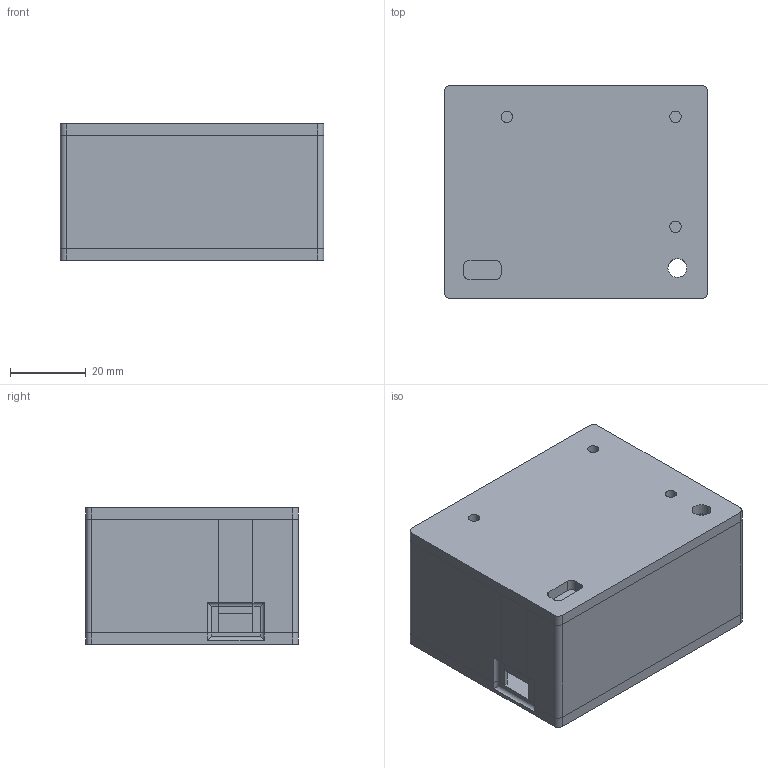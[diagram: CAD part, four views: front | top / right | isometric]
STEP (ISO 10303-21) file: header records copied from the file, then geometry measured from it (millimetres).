
FILE_DESCRIPTION(/* description */ (''),/* implementation_level */ '2;1');
FILE_NAME(/* name */ 'CO2SensorCase v1.2.step',/* time_stamp */ '2021-01-24T08:49:37+10:00',/* author */ (''),/* organization */ (''),/* preprocessor_version */ 'ST-DEVELOPER v18.1',/* originating_system */ 'Autodesk Translation Framework v9.7.0.1280',/* authorisation */ '');
FILE_SCHEMA (('AUTOMOTIVE_DESIGN { 1 0 10303 214 3 1 1 }'));
Length unit declared in the file: millimetre
Products named in the file (3): CO2SensorCase; TopLid; BottomCase
Assembly tree (2 placements, depth 2):
  CO2SensorCase
    TopLid
    BottomCase
Bounding box: 69.5 x 56.2 x 36 mm (x, y, z)
Volume: 40914 mm3; surface area: 35465.4 mm2
Topology: 6 solids, 6 shells, 93 faces, 243 edges, 162 vertices
Faces by surface type: plane 61, cylinder 32
Full cylindrical faces by diameter (mm): 3 x3, 5 x2
Entity records: 2989 total; most frequent: CARTESIAN_POINT 504, DIRECTION 501, ORIENTED_EDGE 486, EDGE_CURVE 243, LINE 183, VECTOR 183, VERTEX_POINT 162, AXIS2_PLACEMENT_3D 159
